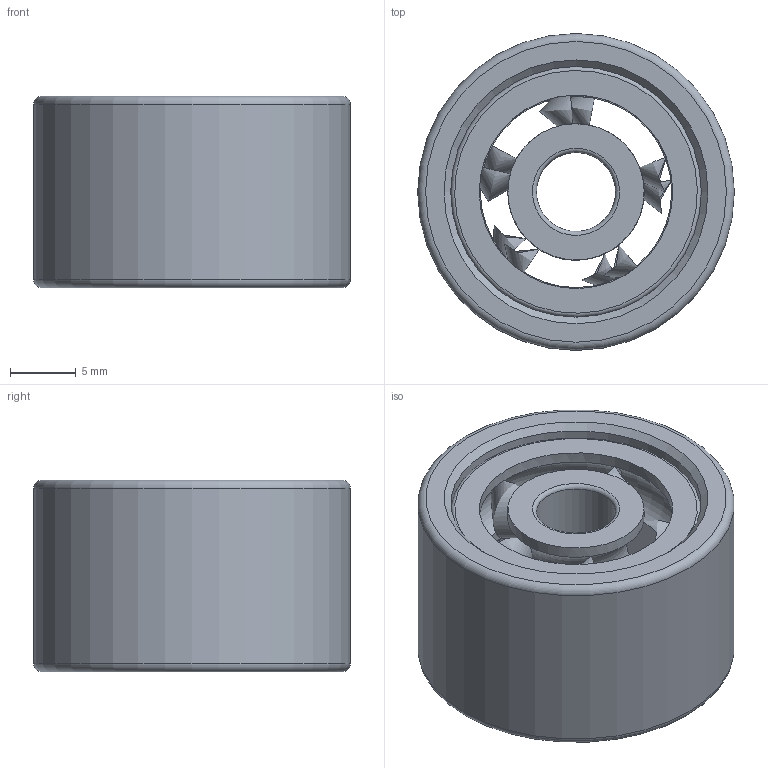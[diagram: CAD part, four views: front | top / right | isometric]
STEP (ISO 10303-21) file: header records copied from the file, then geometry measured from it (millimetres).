
FILE_DESCRIPTION((''),'2;1');
FILE_NAME('SZ2210S_A.stp','2013-08-29T14:36:44',('janine behrens'),(''),'Autodesk Inventor 2012','Autodesk Inventor 2012','');
FILE_SCHEMA(('AUTOMOTIVE_DESIGN { 1 0 10303 214 1 1 1 1 }'));
Length unit declared in the file: millimetre
Products named in the file (3): SZ2210S_A; ME2400004_A; MK2300071_A
Assembly tree (3 placements, depth 2):
  SZ2210S_A
    ME2400004_A
    MK2300071_A  x2
Bounding box: 24 x 24 x 14.5 mm (x, y, z)
Volume: 4465.2 mm3; surface area: 5844.8 mm2
Topology: 3 solids, 3 shells, 72 faces, 179 edges, 99 vertices
Faces by surface type: torus 32, cylinder 16, plane 12, sphere 10, cone 2
Full cylindrical faces by diameter (mm): 6 x2, 10.333 x4, 14.5 x1, 14.667 x4, 19 x4, 24 x1
Entity records: 1139 total; most frequent: DIRECTION 230, CARTESIAN_POINT 161, ORIENTED_EDGE 132, AXIS2_PLACEMENT_3D 115, EDGE_LOOP 76, CIRCLE 66, EDGE_CURVE 66, VERTEX_POINT 46
